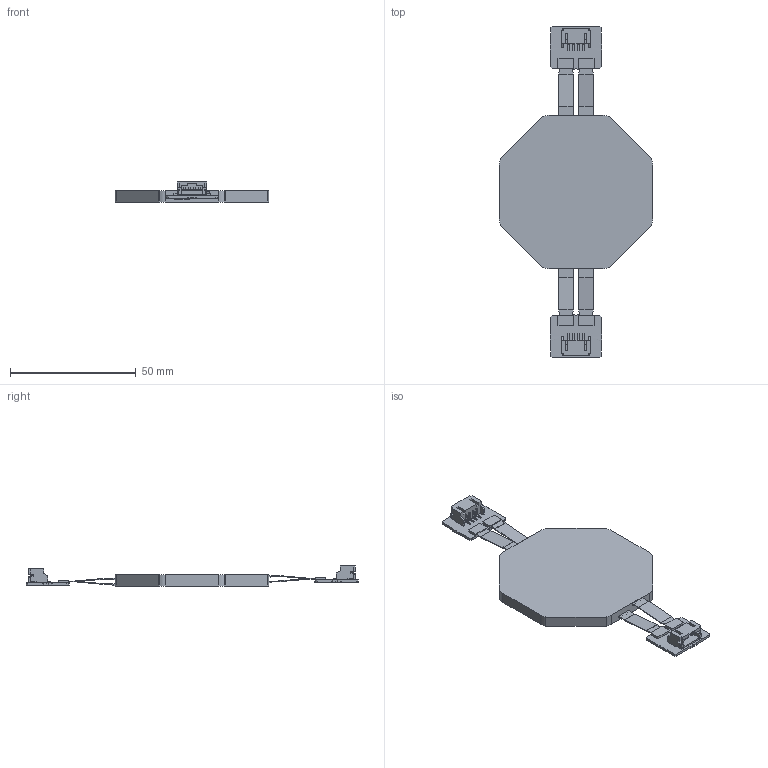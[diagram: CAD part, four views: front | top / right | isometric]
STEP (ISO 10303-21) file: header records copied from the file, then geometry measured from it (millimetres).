
FILE_DESCRIPTION((''),'2;1');
FILE_NAME('M889B_PANEL_ASSY_220526_ASM','2025-04-21T14:41:45',('231000041'),(''),'CREO PARAMETRIC BY PTC INC, 2022014','CREO PARAMETRIC BY PTC INC, 2022014','');
FILE_SCHEMA(('CONFIG_CONTROL_DESIGN','SHAPE_APPEARANCE_LAYERS_GROUPS'));
Length unit declared in the file: millimetre
Products named in the file (1): M889B_PANEL_ASSY_220526_ASM
Bounding box: 61.2 x 132.2 x 7.97 mm (x, y, z)
Volume: 15175.2 mm3; surface area: 10456.2 mm2
Topology: 2 solids, 9 shells, 480 faces, 1376 edges, 916 vertices
Faces by surface type: plane 390, cylinder 90
Entity records: 25286 total; most frequent: CARTESIAN_POINT 2876, ORIENTED_EDGE 2752, DIRECTION 2486, PRESENTATION_STYLE_ASSIGNMENT 1831, STYLED_ITEM 1377, CURVE_STYLE 1376, EDGE_CURVE 1376, VECTOR 1194
